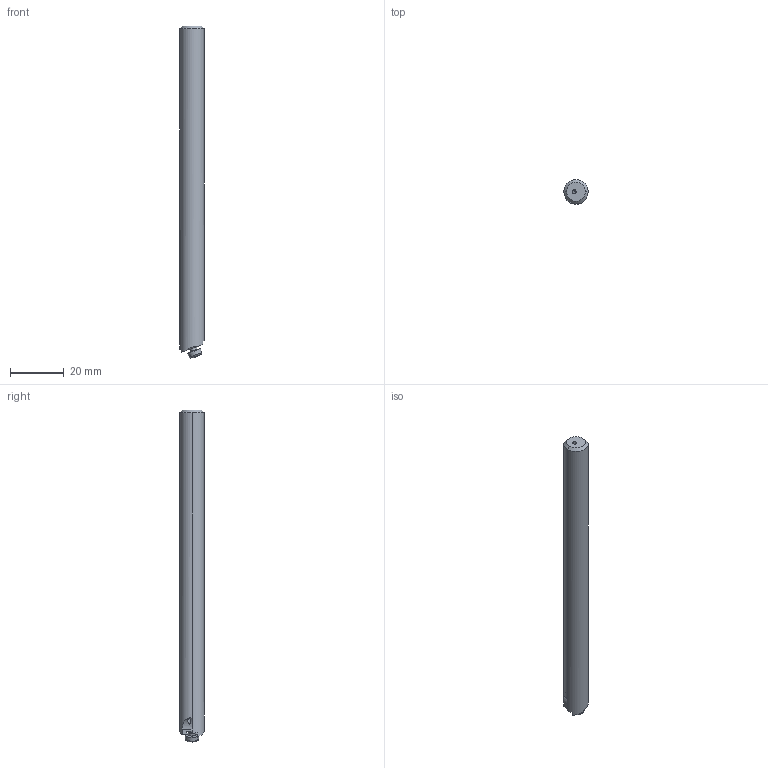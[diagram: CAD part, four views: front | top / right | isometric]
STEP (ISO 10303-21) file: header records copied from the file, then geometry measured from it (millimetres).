
FILE_DESCRIPTION(('no description'),'unknown implementation level');
FILE_NAME('5ED1EC2B-4B77-4A36-8DBD-F6E6B5C535AD_export.stp',' ',('CIMSOURCE GmbH'),('CADClick - KiM GmbH - www.kimweb.de'),'unknown preprocess','ACIS','unknown authorization');
FILE_SCHEMA(('automotive_design'));
Length unit declared in the file: millimetre
Products named in the file (2): 615.369 Kaiser VSTH D9 X 121 HM _ D10-12|615.369 Kaiser VSTH D9 X 121 HM _ D10-12_Standard;NONE; 615.369 Kaiser VSTH D9 X 121 HM _ D10-12|690.136 Kaiser ETL M3_SW2 X 6A_Standard;NONE
Bounding box: 9 x 9 x 123.18 mm (x, y, z)
Volume: 7365.6 mm3; surface area: 4220.6 mm2
Topology: 2 solids, 2 shells, 66 faces, 165 edges, 100 vertices
Faces by surface type: plane 24, cylinder 22, cone 14, torus 6
Entity records: 3933 total; most frequent: CARTESIAN_POINT 521, STYLED_ITEM 329, PRESENTATION_STYLE_ASSIGNMENT 329, COLOUR_RGB 329, DIRECTION 324, ORIENTED_EDGE 322, EDGE_CURVE 161, CURVE_STYLE 161
